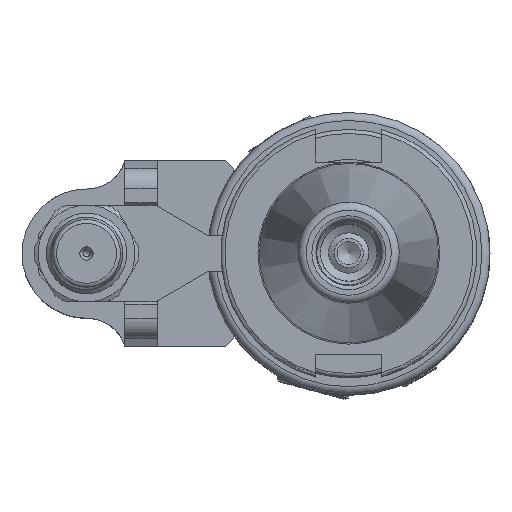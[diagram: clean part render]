
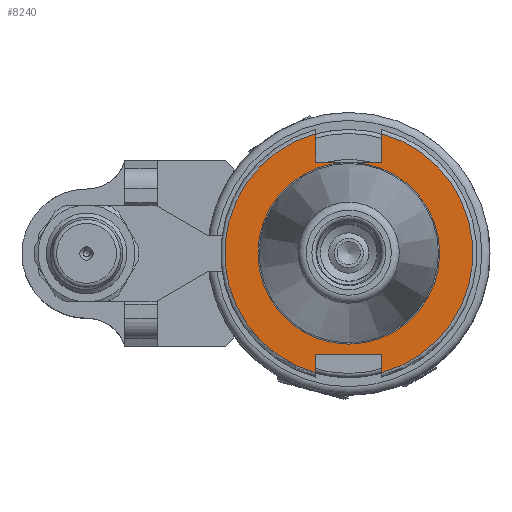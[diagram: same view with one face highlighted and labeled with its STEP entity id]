
A CAD part, top view. The second image highlights one B-rep face of the part: STEP entity #8240.
In plain terms, the highlighted planar face has unit normal (0, 0, 1).
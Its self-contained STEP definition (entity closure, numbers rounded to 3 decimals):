
#6081=CARTESIAN_POINT('',(8.19,22.6,-3.175));
#6082=VERTEX_POINT('',#6081);
#6089=CARTESIAN_POINT('',(8.19,29.639,-3.175));
#6090=VERTEX_POINT('',#6089);
#6091=CARTESIAN_POINT('',(8.19,29.639,-3.175));
#6092=DIRECTION('',(0.0,-1.0,0.0));
#6093=VECTOR('',#6092,7.039);
#6094=LINE('',#6091,#6093);
#6095=EDGE_CURVE('',#6090,#6082,#6094,.T.);
#6275=CARTESIAN_POINT('',(-8.19,29.639,-3.175));
#6276=VERTEX_POINT('',#6275);
#6290=CARTESIAN_POINT('',(-8.19,22.6,-3.175));
#6291=VERTEX_POINT('',#6290);
#6292=CARTESIAN_POINT('',(-8.19,22.6,-3.175));
#6293=DIRECTION('',(0.0,1.0,0.0));
#6294=VECTOR('',#6293,7.039);
#6295=LINE('',#6292,#6294);
#6296=EDGE_CURVE('',#6291,#6276,#6295,.T.);
#6320=CARTESIAN_POINT('',(8.19,22.6,-3.175));
#6321=DIRECTION('',(-1.0,0.0,0.0));
#6322=VECTOR('',#6321,16.38);
#6323=LINE('',#6320,#6322);
#6324=EDGE_CURVE('',#6082,#6291,#6323,.T.);
#6579=CARTESIAN_POINT('',(8.19,-29.639,-3.175));
#6580=VERTEX_POINT('',#6579);
#6581=CARTESIAN_POINT('',(0.,0.0,-3.175));
#6582=DIRECTION('',(0.0,0.0,-1.0));
#6583=DIRECTION('',(0.0,1.0,0.0));
#6584=AXIS2_PLACEMENT_3D('',#6581,#6582,#6583);
#6585=CIRCLE('',#6584,30.75);
#6586=EDGE_CURVE('',#6090,#6580,#6585,.T.);
#6672=CARTESIAN_POINT('',(-8.19,-25.0,-3.175));
#6673=VERTEX_POINT('',#6672);
#6680=CARTESIAN_POINT('',(-8.19,-29.639,-3.175));
#6681=VERTEX_POINT('',#6680);
#6682=CARTESIAN_POINT('',(-8.19,-29.639,-3.175));
#6683=DIRECTION('',(0.0,1.0,0.0));
#6684=VECTOR('',#6683,4.639);
#6685=LINE('',#6682,#6684);
#6686=EDGE_CURVE('',#6681,#6673,#6685,.T.);
#6788=CARTESIAN_POINT('',(8.19,-25.0,-3.175));
#6789=VERTEX_POINT('',#6788);
#6790=CARTESIAN_POINT('',(8.19,-25.0,-3.175));
#6791=DIRECTION('',(0.0,-1.0,0.0));
#6792=VECTOR('',#6791,4.639);
#6793=LINE('',#6790,#6792);
#6794=EDGE_CURVE('',#6789,#6580,#6793,.T.);
#6818=CARTESIAN_POINT('',(-8.19,-25.0,-3.175));
#6819=DIRECTION('',(1.0,0.0,0.0));
#6820=VECTOR('',#6819,16.38);
#6821=LINE('',#6818,#6820);
#6822=EDGE_CURVE('',#6673,#6789,#6821,.T.);
#8201=CARTESIAN_POINT('',(0.,22.525,-3.175));
#8202=VERTEX_POINT('',#8201);
#8203=CARTESIAN_POINT('',(0.,0.0,-3.175));
#8204=DIRECTION('',(0.0,0.0,-1.0));
#8205=DIRECTION('',(0.0,1.0,0.0));
#8206=AXIS2_PLACEMENT_3D('',#8203,#8204,#8205);
#8207=CIRCLE('',#8206,22.525);
#8208=EDGE_CURVE('',#8202,#8202,#8207,.T.);
#8216=CARTESIAN_POINT('',(0.,26.637,-3.175));
#8217=DIRECTION('',(0.0,0.0,1.0));
#8218=DIRECTION('',(1.0,0.0,0.0));
#8219=AXIS2_PLACEMENT_3D('',#8216,#8217,#8218);
#8220=PLANE('',#8219);
#8221=ORIENTED_EDGE('',*,*,#6296,.T.);
#8222=CARTESIAN_POINT('',(0.,0.0,-3.175));
#8223=DIRECTION('',(0.0,0.0,-1.0));
#8224=DIRECTION('',(0.0,1.0,0.0));
#8225=AXIS2_PLACEMENT_3D('',#8222,#8223,#8224);
#8226=CIRCLE('',#8225,30.75);
#8227=EDGE_CURVE('',#6681,#6276,#8226,.T.);
#8228=ORIENTED_EDGE('',*,*,#8227,.F.);
#8229=ORIENTED_EDGE('',*,*,#6686,.T.);
#8230=ORIENTED_EDGE('',*,*,#6822,.T.);
#8231=ORIENTED_EDGE('',*,*,#6794,.T.);
#8232=ORIENTED_EDGE('',*,*,#6586,.F.);
#8233=ORIENTED_EDGE('',*,*,#6095,.T.);
#8234=ORIENTED_EDGE('',*,*,#6324,.T.);
#8235=EDGE_LOOP('',(#8221,#8228,#8229,#8230,#8231,#8232,#8233,#8234));
#8236=FACE_OUTER_BOUND('',#8235,.T.);
#8237=ORIENTED_EDGE('',*,*,#8208,.T.);
#8238=EDGE_LOOP('',(#8237));
#8239=FACE_BOUND('',#8238,.T.);
#8240=ADVANCED_FACE('',(#8236,#8239),#8220,.T.);
